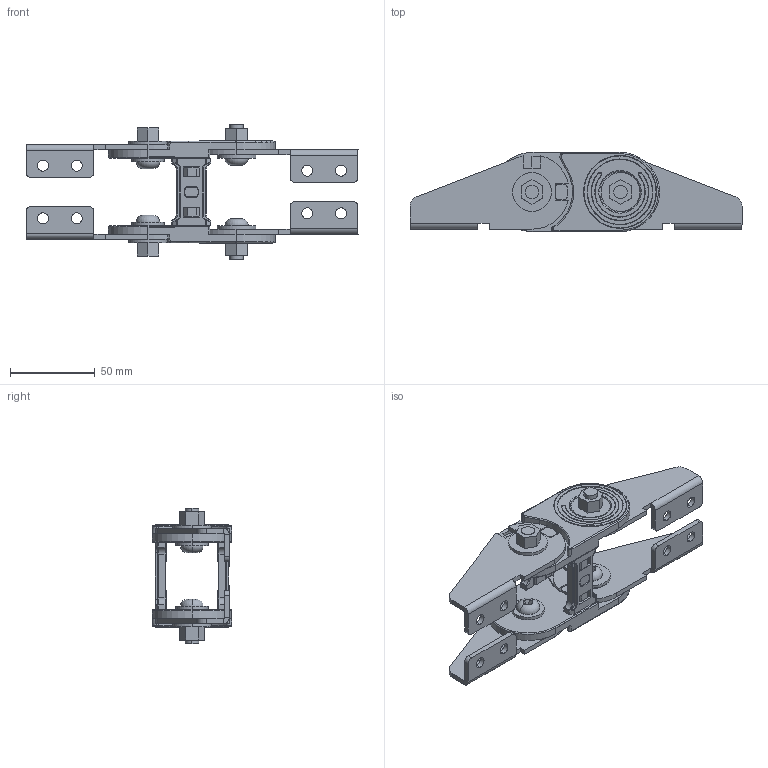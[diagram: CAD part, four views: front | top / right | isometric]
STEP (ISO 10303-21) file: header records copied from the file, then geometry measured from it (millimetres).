
FILE_DESCRIPTION (( 'STEP AP214' ), '1' );
FILE_NAME ('CK30-A040-METAL AYAK.STEP', '2019-09-16T09:38:58', ( '' ), ( '' ), 'SwSTEP 2.0', 'SolidWorks 2017', '' );
FILE_SCHEMA (( 'AUTOMOTIVE_DESIGN' ));
Length unit declared in the file: millimetre
Products named in the file (1): CK30-A040-METAL AYAK
Bounding box: 196.17 x 46.7 x 80.07 mm (x, y, z)
Volume: 97366.6 mm3; surface area: 74598 mm2
Topology: 24 solids, 24 shells, 1382 faces, 3456 edges, 2172 vertices
Faces by surface type: plane 632, cylinder 452, bspline 178, torus 76, sphere 24, cone 20
Entity records: 52595 total; most frequent: CARTESIAN_POINT 20391, ORIENTED_EDGE 6872, DIRECTION 6242, EDGE_CURVE 3436, VERTEX_POINT 2172, AXIS2_PLACEMENT_3D 2149, LINE 1944, VECTOR 1944
